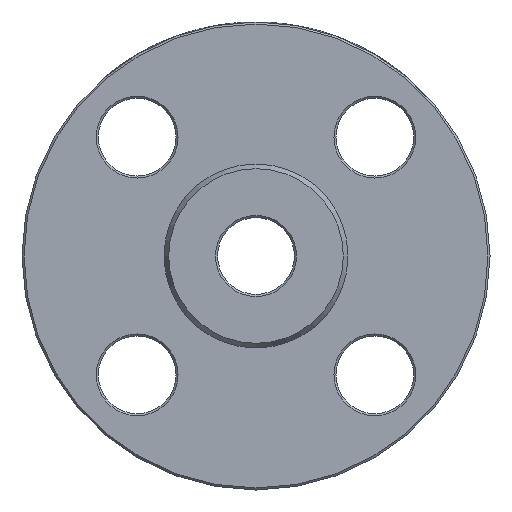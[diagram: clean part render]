
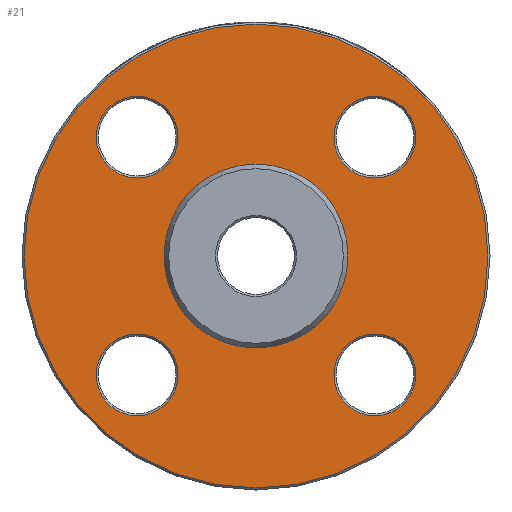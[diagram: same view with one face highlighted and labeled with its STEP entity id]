
A CAD part, left-side view. The second image highlights one B-rep face of the part: STEP entity #21.
In plain terms, the highlighted planar face has unit normal (-1, 0, 0).
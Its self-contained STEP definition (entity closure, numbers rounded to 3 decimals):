
#1 = DIRECTION ( 'NONE',  ( 0., 0., 1. ) ) ;
#16 = CIRCLE ( 'NONE', #3713, 10.05 ) ;
#21 = ADVANCED_FACE ( 'NONE', ( #2040, #1542, #3570, #1613, #2613, #5572 ), #98, .F. ) ;
#98 = PLANE ( 'NONE',  #2712 ) ;
#437 = DIRECTION ( 'NONE',  ( 1., 0., 0. ) ) ;
#551 = CARTESIAN_POINT ( 'NONE',  ( 2., -29.204, 39.254 ) ) ;
#756 = EDGE_LOOP ( 'NONE', ( #6214 ) ) ;
#854 = AXIS2_PLACEMENT_3D ( 'NONE', #4419, #5535, #4616 ) ;
#860 = DIRECTION ( 'NONE',  ( 0., 0., -1. ) ) ;
#874 = VERTEX_POINT ( 'NONE', #2402 ) ;
#1013 = CIRCLE ( 'NONE', #1117, 10.05 ) ;
#1041 = DIRECTION ( 'NONE',  ( 1., 0., 0. ) ) ;
#1055 = EDGE_LOOP ( 'NONE', ( #3081 ) ) ;
#1117 = AXIS2_PLACEMENT_3D ( 'NONE', #2045, #4558, #5608 ) ;
#1204 = DIRECTION ( 'NONE',  ( 1., 0., 0. ) ) ;
#1408 = CARTESIAN_POINT ( 'NONE',  ( 2., -39.254, -29.204 ) ) ;
#1542 = FACE_BOUND ( 'NONE', #5096, .T. ) ;
#1607 = CARTESIAN_POINT ( 'NONE',  ( 2., 39.254, 29.204 ) ) ;
#1613 = FACE_BOUND ( 'NONE', #5254, .T. ) ;
#1711 = VERTEX_POINT ( 'NONE', #551 ) ;
#1739 = CARTESIAN_POINT ( 'NONE',  ( 2., 22.605, 0. ) ) ;
#1805 = EDGE_LOOP ( 'NONE', ( #5951 ) ) ;
#2021 = CIRCLE ( 'NONE', #854, 57. ) ;
#2040 = FACE_BOUND ( 'NONE', #756, .T. ) ;
#2045 = CARTESIAN_POINT ( 'NONE',  ( 2., 29.204, 29.204 ) ) ;
#2231 = CIRCLE ( 'NONE', #5387, 10.05 ) ;
#2402 = CARTESIAN_POINT ( 'NONE',  ( 2., 29.204, -39.254 ) ) ;
#2451 = DIRECTION ( 'NONE',  ( 1., 0., 0. ) ) ;
#2613 = FACE_OUTER_BOUND ( 'NONE', #1805, .T. ) ;
#2675 = VERTEX_POINT ( 'NONE', #4218 ) ;
#2712 = AXIS2_PLACEMENT_3D ( 'NONE', #1739, #1204, #3760 ) ;
#2772 = EDGE_CURVE ( 'NONE', #874, #874, #16, .T. ) ;
#2803 = EDGE_CURVE ( 'NONE', #4417, #4417, #2231, .T. ) ;
#3081 = ORIENTED_EDGE ( 'NONE', *, *, #5286, .T. ) ;
#3178 = VERTEX_POINT ( 'NONE', #1607 ) ;
#3335 = EDGE_LOOP ( 'NONE', ( #5622 ) ) ;
#3570 = FACE_BOUND ( 'NONE', #1055, .T. ) ;
#3628 = CARTESIAN_POINT ( 'NONE',  ( 2., -29.204, 29.204 ) ) ;
#3695 = CARTESIAN_POINT ( 'NONE',  ( 2., 0., 22.605 ) ) ;
#3713 = AXIS2_PLACEMENT_3D ( 'NONE', #5947, #2451, #860 ) ;
#3760 = DIRECTION ( 'NONE',  ( 0., 0., -1. ) ) ;
#3795 = ORIENTED_EDGE ( 'NONE', *, *, #6166, .T. ) ;
#4218 = CARTESIAN_POINT ( 'NONE',  ( 2., 0., -57. ) ) ;
#4326 = EDGE_CURVE ( 'NONE', #2675, #2675, #2021, .T. ) ;
#4417 = VERTEX_POINT ( 'NONE', #1408 ) ;
#4419 = CARTESIAN_POINT ( 'NONE',  ( 2., 0., 0. ) ) ;
#4520 = DIRECTION ( 'NONE',  ( -1., 0., 0. ) ) ;
#4558 = DIRECTION ( 'NONE',  ( 1., 0., 0. ) ) ;
#4616 = DIRECTION ( 'NONE',  ( 0., 0., -1. ) ) ;
#4684 = VERTEX_POINT ( 'NONE', #3695 ) ;
#4955 = CIRCLE ( 'NONE', #5786, 10.05 ) ;
#5037 = DIRECTION ( 'NONE',  ( 0., -1., 0. ) ) ;
#5058 = CARTESIAN_POINT ( 'NONE',  ( 2., 0., 0. ) ) ;
#5096 = EDGE_LOOP ( 'NONE', ( #3795 ) ) ;
#5240 = AXIS2_PLACEMENT_3D ( 'NONE', #5058, #4520, #1 ) ;
#5254 = EDGE_LOOP ( 'NONE', ( #5884 ) ) ;
#5286 = EDGE_CURVE ( 'NONE', #3178, #3178, #1013, .T. ) ;
#5305 = EDGE_CURVE ( 'NONE', #4684, #4684, #5757, .T. ) ;
#5387 = AXIS2_PLACEMENT_3D ( 'NONE', #5519, #437, #5037 ) ;
#5519 = CARTESIAN_POINT ( 'NONE',  ( 2., -29.204, -29.204 ) ) ;
#5535 = DIRECTION ( 'NONE',  ( -1., 0., 0. ) ) ;
#5572 = FACE_BOUND ( 'NONE', #3335, .T. ) ;
#5608 = DIRECTION ( 'NONE',  ( 0., 1., 0. ) ) ;
#5622 = ORIENTED_EDGE ( 'NONE', *, *, #5305, .F. ) ;
#5757 = CIRCLE ( 'NONE', #5240, 22.605 ) ;
#5786 = AXIS2_PLACEMENT_3D ( 'NONE', #3628, #1041, #6123 ) ;
#5884 = ORIENTED_EDGE ( 'NONE', *, *, #2772, .T. ) ;
#5947 = CARTESIAN_POINT ( 'NONE',  ( 2., 29.204, -29.204 ) ) ;
#5951 = ORIENTED_EDGE ( 'NONE', *, *, #4326, .T. ) ;
#6123 = DIRECTION ( 'NONE',  ( 0., 0., 1. ) ) ;
#6166 = EDGE_CURVE ( 'NONE', #1711, #1711, #4955, .T. ) ;
#6214 = ORIENTED_EDGE ( 'NONE', *, *, #2803, .T. ) ;
